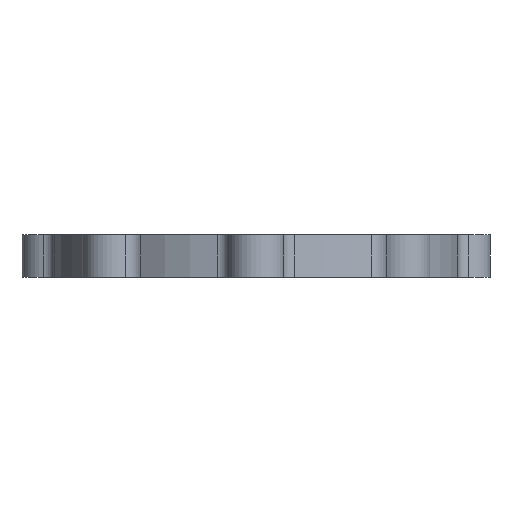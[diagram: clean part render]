
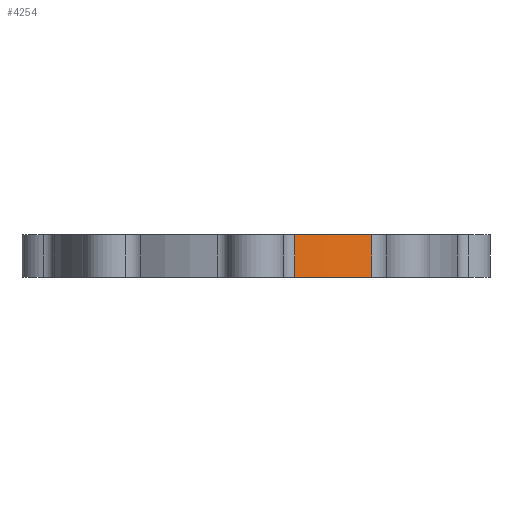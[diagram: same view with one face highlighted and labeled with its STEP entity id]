
A CAD part, front view. The second image highlights one B-rep face of the part: STEP entity #4254.
In plain terms, the highlighted cylindrical face has radius 14.5 mm (diameter 29 mm), a partial arc.
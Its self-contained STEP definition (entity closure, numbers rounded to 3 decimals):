
#217=LINE('',#10438,#449);
#230=LINE('',#10463,#462);
#449=VECTOR('',#4793,10.);
#462=VECTOR('',#4830,10.);
#690=CYLINDRICAL_SURFACE('',#4582,14.5);
#1134=FACE_OUTER_BOUND('',#1386,.T.);
#1386=EDGE_LOOP('',(#3379,#3380,#3381,#3382));
#1610=CIRCLE('',#4493,14.5);
#1660=CIRCLE('',#4544,14.5);
#1690=VERTEX_POINT('',#5104);
#1691=VERTEX_POINT('',#5106);
#1932=VERTEX_POINT('',#7756);
#1933=VERTEX_POINT('',#7758);
#2154=EDGE_CURVE('',#1690,#1691,#1610,.T.);
#2396=EDGE_CURVE('',#1932,#1933,#1660,.T.);
#2617=EDGE_CURVE('',#1932,#1691,#217,.T.);
#2630=EDGE_CURVE('',#1933,#1690,#230,.T.);
#3379=ORIENTED_EDGE('',*,*,#2617,.T.);
#3380=ORIENTED_EDGE('',*,*,#2154,.F.);
#3381=ORIENTED_EDGE('',*,*,#2630,.F.);
#3382=ORIENTED_EDGE('',*,*,#2396,.F.);
#4254=ADVANCED_FACE('',(#1134),#690,.T.);
#4493=AXIS2_PLACEMENT_3D('',#5107,#4629,#4630);
#4544=AXIS2_PLACEMENT_3D('',#7759,#4731,#4732);
#4582=AXIS2_PLACEMENT_3D('',#10464,#4831,#4832);
#4629=DIRECTION('center_axis',(0.,0.,-1.));
#4630=DIRECTION('ref_axis',(1.,0.,0.));
#4731=DIRECTION('center_axis',(0.,0.,1.));
#4732=DIRECTION('ref_axis',(1.,0.,0.));
#4793=DIRECTION('',(0.,0.,-1.));
#4830=DIRECTION('',(0.,0.,-1.));
#4831=DIRECTION('center_axis',(0.,0.,-1.));
#4832=DIRECTION('ref_axis',(1.,0.,0.));
#5104=CARTESIAN_POINT('',(8.145,-11.996,0.));
#5106=CARTESIAN_POINT('',(2.723,-14.242,0.));
#5107=CARTESIAN_POINT('Origin',(0.,0.,0.));
#7756=CARTESIAN_POINT('',(2.723,-14.242,3.));
#7758=CARTESIAN_POINT('',(8.145,-11.996,3.));
#7759=CARTESIAN_POINT('Origin',(0.,0.,3.));
#10438=CARTESIAN_POINT('',(2.723,-14.242,3.));
#10463=CARTESIAN_POINT('',(8.145,-11.996,3.));
#10464=CARTESIAN_POINT('Origin',(0.,0.,3.));
